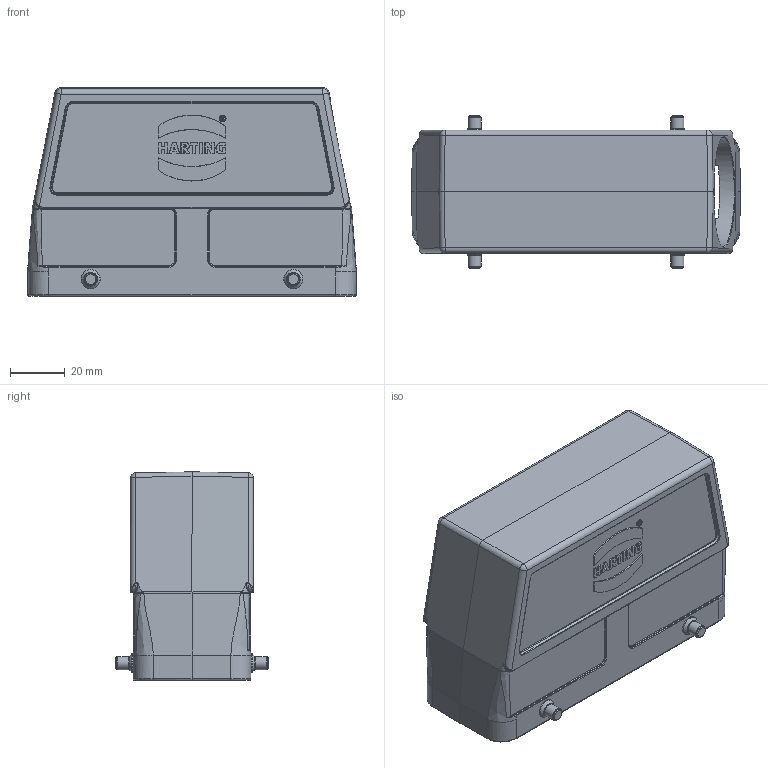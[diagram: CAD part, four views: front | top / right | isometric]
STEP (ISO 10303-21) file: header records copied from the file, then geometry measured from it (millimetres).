
FILE_DESCRIPTION(/* description */ (''),/* implementation_level */ '2;1');
FILE_NAME(/* name */ '100095287ugm000_e.stp',/* time_stamp */ '2017-10-24T08:50:10+02:00',/* author */ (''),/* organization */ (''),/* preprocessor_version */ 'ST-DEVELOPER v16',/* originating_system */ 'SIEMENS PLM Software NX 10.0',/* authorisation */ '');
FILE_SCHEMA (('AUTOMOTIVE_DESIGN { 1 0 10303 214 3 1 1 1 }'));
Length unit declared in the file: millimetre
Products named in the file (1): 100095287ugm000_e
Bounding box: 120 x 55.6 x 76 mm (x, y, z)
Volume: 96222.4 mm3; surface area: 51578.2 mm2
Topology: 1 solids, 1 shells, 543 faces, 1325 edges, 801 vertices
Faces by surface type: plane 179, cylinder 136, bspline 120, torus 58, cone 44, sphere 6
Full cylindrical faces by diameter (mm): 3 x4, 4.8 x4, 7 x4, 40 x1
Entity records: 19571 total; most frequent: CARTESIAN_POINT 6828, ORIENTED_EDGE 2530, DIRECTION 2266, EDGE_CURVE 1265, AXIS2_PLACEMENT_3D 873, VERTEX_POINT 791, EDGE_LOOP 608, ADVANCED_FACE 543
